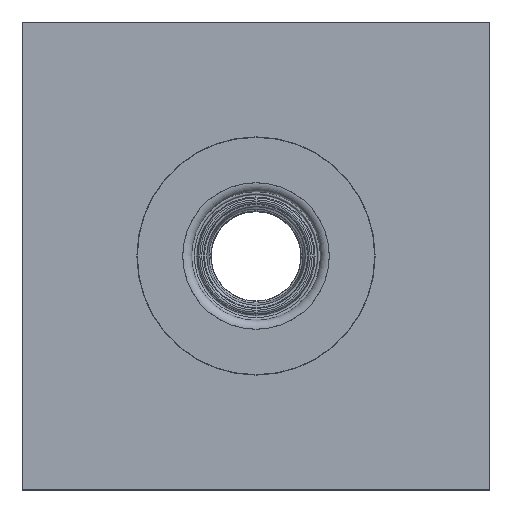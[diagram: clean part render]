
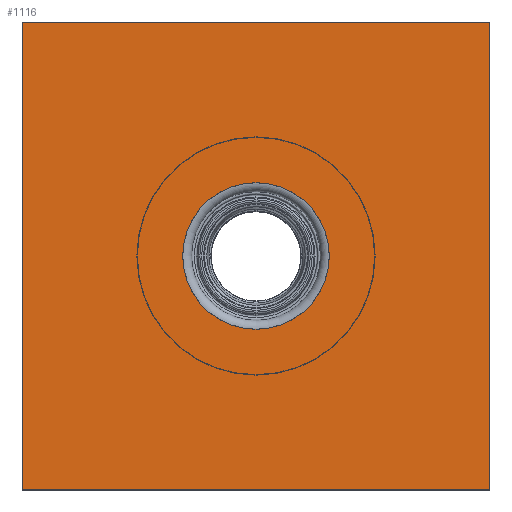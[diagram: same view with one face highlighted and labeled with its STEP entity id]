
A CAD part, top view. The second image highlights one B-rep face of the part: STEP entity #1116.
In plain terms, the highlighted planar face has unit normal (0, 0, 1).
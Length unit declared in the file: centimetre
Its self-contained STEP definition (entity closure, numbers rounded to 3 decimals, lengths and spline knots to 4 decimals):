
#55=FACE_BOUND('',#240,.T.);
#72=PLANE('',#1385);
#147=FACE_OUTER_BOUND('',#239,.T.);
#239=EDGE_LOOP('',(#884,#885,#886,#887));
#240=EDGE_LOOP('',(#888));
#322=CIRCLE('',#1345,78.2516);
#441=VERTEX_POINT('',#2081);
#460=VERTEX_POINT('',#2145);
#461=VERTEX_POINT('',#2146);
#464=VERTEX_POINT('',#2154);
#467=VERTEX_POINT('',#2164);
#574=EDGE_CURVE('',#441,#441,#322,.T.);
#605=EDGE_CURVE('',#460,#461,#1184,.T.);
#609=EDGE_CURVE('',#461,#464,#1188,.T.);
#614=EDGE_CURVE('',#467,#460,#1193,.T.);
#615=EDGE_CURVE('',#464,#467,#1194,.T.);
#884=ORIENTED_EDGE('',*,*,#614,.F.);
#885=ORIENTED_EDGE('',*,*,#615,.F.);
#886=ORIENTED_EDGE('',*,*,#609,.F.);
#887=ORIENTED_EDGE('',*,*,#605,.F.);
#888=ORIENTED_EDGE('',*,*,#574,.T.);
#1116=ADVANCED_FACE('',(#147,#55),#72,.T.);
#1184=LINE('',#2147,#1235);
#1188=LINE('',#2155,#1239);
#1193=LINE('',#2165,#1244);
#1194=LINE('',#2166,#1245);
#1235=VECTOR('',#1732,1.);
#1239=VECTOR('',#1738,1.);
#1244=VECTOR('',#1747,1.);
#1245=VECTOR('',#1748,1.);
#1345=AXIS2_PLACEMENT_3D('',#2082,#1649,#1650);
#1385=AXIS2_PLACEMENT_3D('',#2163,#1745,#1746);
#1649=DIRECTION('center_axis',(0.,0.,-1.));
#1650=DIRECTION('ref_axis',(1.,0.,0.));
#1732=DIRECTION('',(-1.,0.,0.));
#1738=DIRECTION('',(0.,1.,0.));
#1745=DIRECTION('center_axis',(0.,0.,1.));
#1746=DIRECTION('ref_axis',(-1.,0.,0.));
#1747=DIRECTION('',(0.,-1.,0.));
#1748=DIRECTION('',(1.,0.,0.));
#2081=CARTESIAN_POINT('',(0.,-78.2516,401.5));
#2082=CARTESIAN_POINT('Origin',(0.,0.,
401.5));
#2145=CARTESIAN_POINT('',(250.,-250.,401.5));
#2146=CARTESIAN_POINT('',(-250.,-250.,401.5));
#2147=CARTESIAN_POINT('',(0.,-250.,401.5));
#2154=CARTESIAN_POINT('',(-250.,250.,401.5));
#2155=CARTESIAN_POINT('',(-250.,0.,401.5));
#2163=CARTESIAN_POINT('Origin',(73.5359,65.267,401.5));
#2164=CARTESIAN_POINT('',(250.,250.,401.5));
#2165=CARTESIAN_POINT('',(250.,65.267,401.5));
#2166=CARTESIAN_POINT('',(73.5359,250.,401.5));
